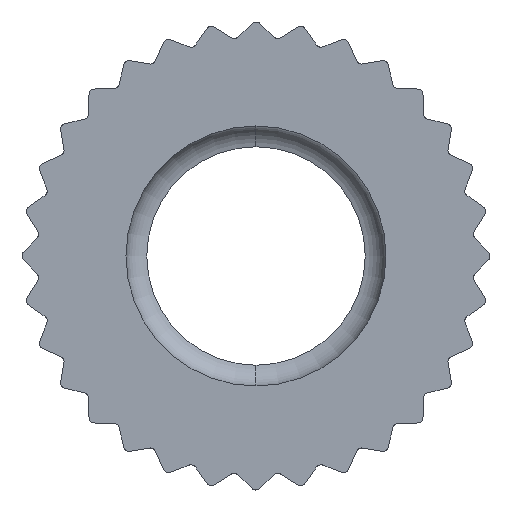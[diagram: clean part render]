
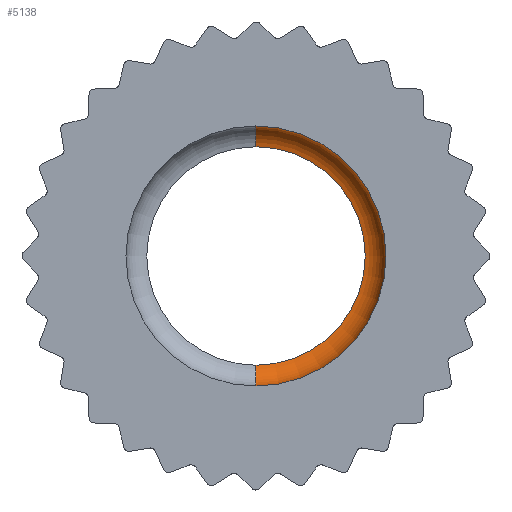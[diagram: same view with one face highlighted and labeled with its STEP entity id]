
A CAD part, left-side view. The second image highlights one B-rep face of the part: STEP entity #5138.
In plain terms, the highlighted toroidal (fillet/blend) face has major radius 2 mm and minor radius 0.5 mm.
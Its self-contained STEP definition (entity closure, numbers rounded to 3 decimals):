
#43 = DIRECTION ( 'NONE',  ( 0., -1., 0. ) ) ;
#285 = DIRECTION ( 'NONE',  ( 1., 0., 0. ) ) ;
#361 = CARTESIAN_POINT ( 'NONE',  ( 0.01, 0., 2.5 ) ) ;
#477 = AXIS2_PLACEMENT_3D ( 'NONE', #1318, #3244, #2741 ) ;
#566 = VERTEX_POINT ( 'NONE', #361 ) ;
#580 = CIRCLE ( 'NONE', #3726, 0.5 ) ;
#1023 = CIRCLE ( 'NONE', #1827, 0.5 ) ;
#1257 = FACE_OUTER_BOUND ( 'NONE', #1699, .T. ) ;
#1318 = CARTESIAN_POINT ( 'NONE',  ( 0.01, 0., 0. ) ) ;
#1693 = AXIS2_PLACEMENT_3D ( 'NONE', #3131, #4123, #5497 ) ;
#1699 = EDGE_LOOP ( 'NONE', ( #2856, #3800, #5470, #6235 ) ) ;
#1763 = EDGE_CURVE ( 'NONE', #3992, #4665, #1023, .T. ) ;
#1827 = AXIS2_PLACEMENT_3D ( 'NONE', #5742, #43, #4856 ) ;
#2269 = DIRECTION ( 'NONE',  ( 0., 0., -1. ) ) ;
#2311 = VERTEX_POINT ( 'NONE', #4837 ) ;
#2679 = DIRECTION ( 'NONE',  ( 0., 1., 0. ) ) ;
#2734 = AXIS2_PLACEMENT_3D ( 'NONE', #4656, #285, #2269 ) ;
#2741 = DIRECTION ( 'NONE',  ( 0., 0., -1. ) ) ;
#2789 = CARTESIAN_POINT ( 'NONE',  ( 0.01, 0., -2.5 ) ) ;
#2856 = ORIENTED_EDGE ( 'NONE', *, *, #3147, .F. ) ;
#3131 = CARTESIAN_POINT ( 'NONE',  ( 0.5, 0., 0. ) ) ;
#3147 = EDGE_CURVE ( 'NONE', #566, #3992, #5154, .T. ) ;
#3155 = EDGE_CURVE ( 'NONE', #566, #2311, #580, .T. ) ;
#3244 = DIRECTION ( 'NONE',  ( 1., 0., 0. ) ) ;
#3418 = CIRCLE ( 'NONE', #1693, 2.1 ) ;
#3726 = AXIS2_PLACEMENT_3D ( 'NONE', #5933, #2679, #6147 ) ;
#3800 = ORIENTED_EDGE ( 'NONE', *, *, #3155, .T. ) ;
#3902 = EDGE_CURVE ( 'NONE', #4665, #2311, #3418, .T. ) ;
#3992 = VERTEX_POINT ( 'NONE', #2789 ) ;
#4123 = DIRECTION ( 'NONE',  ( -1., 0., 0. ) ) ;
#4656 = CARTESIAN_POINT ( 'NONE',  ( 0.01, 0., 0. ) ) ;
#4665 = VERTEX_POINT ( 'NONE', #5412 ) ;
#4837 = CARTESIAN_POINT ( 'NONE',  ( 0.5, 0., 2.1 ) ) ;
#4856 = DIRECTION ( 'NONE',  ( 0., 0., -1. ) ) ;
#5138 = ADVANCED_FACE ( 'NONE', ( #1257 ), #5479, .F. ) ;
#5154 = CIRCLE ( 'NONE', #477, 2.5 ) ;
#5412 = CARTESIAN_POINT ( 'NONE',  ( 0.5, 0., -2.1 ) ) ;
#5470 = ORIENTED_EDGE ( 'NONE', *, *, #3902, .F. ) ;
#5479 = TOROIDAL_SURFACE ( 'NONE', #2734, 2., 0.5 ) ;
#5497 = DIRECTION ( 'NONE',  ( 0., 0., 1. ) ) ;
#5742 = CARTESIAN_POINT ( 'NONE',  ( 0.01, 0., -2. ) ) ;
#5933 = CARTESIAN_POINT ( 'NONE',  ( 0.01, 0., 2. ) ) ;
#6147 = DIRECTION ( 'NONE',  ( 0., 0., 1. ) ) ;
#6235 = ORIENTED_EDGE ( 'NONE', *, *, #1763, .F. ) ;
